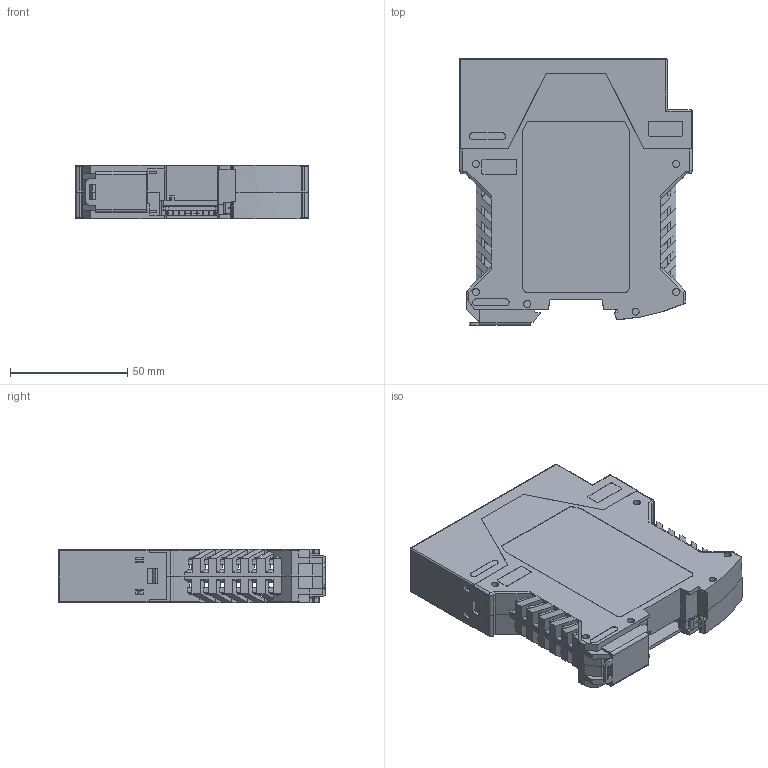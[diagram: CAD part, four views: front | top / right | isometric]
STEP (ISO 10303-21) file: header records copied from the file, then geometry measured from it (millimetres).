
FILE_DESCRIPTION(/* description */ ('SolidDesigner STEP Export'),/* implementation_level */ '2;1');
FILE_NAME(/* name */ 'SR SINGLE SC assenbly.stp',/* time_stamp */ '2018-11-29T16:59:28-05:00',/* author */ ('gmchugh'),/* organization */ (''),/* preprocessor_version */ 'ST-DEVELOPER v16.5',/* originating_system */ 'Autodesk Inventor 2017',/* authorisation */ '');
FILE_SCHEMA (('AUTOMOTIVE_DESIGN { 1 0 10303 214 3 1 1 }'));
Products named in the file (48): SR SINGLE SC assenbly; ME_22.5_OT-1MSTBO_H.Select__00297625; base assembly1; base assembly1.iam_LocalDocs_xDu4vd1h5Ot2kuccd1c1h5zljGg_2200292; base assembly1.iam_LocalDocs_xKrfesttqZ2x0uuorCd2kmlolCh_ME_BUS_FE-CO
NTACT__H.Select__00437355; base assembly1.iam_LocalDocs_xLlpn1m205qnhucs553zmyoe0Ya_ME_Verriegel
ungshaken_H.Select__00446697; base assembly1.iam_LocalDocs_xRbk5vil3TgbaeusbRokib4afFe_ME_22.5_UTR_
TBUS_H.Select__00447055; base assembly1.iam_LocalDocs_x3eu1fsc2V3veuzoiDusvu3eq3c_ME_22.5_UTL_
TBUS_H.Select__00446991; base assembly1.iam_LocalDocs_xAxptfh1tQbehu30qVgpyal4d2b_Fussriegel_1
7.5_L30_H.Select__00315466; 2200482; 2200482_1; 4406130-10 pcb SINGLE SC; BOARD; rj45; 2200486mod; MSTBO_2.5_4-G1PR_H.Select_00613162; SINGLE SC CONNECTOR; BIDI SC 1x9_1_îAÔO; 1x9 bidi ¿¨ã^_1_îAÔO; 1x9 bidi_base_1_îAÔO; 11-22-0132_îAÔO; sc_bidi_tx_asm_îAÔO; E_PON_ASM_28_ASM_îAÔO; E_PON_G_______X___ANY_ASM_8_ASM_îAÔO; BIDI_RECAPTACLE_11_21_30_ASM_îAÔO; BIDI_RECAPTACLE_ASM_10_ASM_3_ASM_îAÔO; SC_RECEPTACLE_BIDI_5_îAÔO; SLEEVE-NEW_BIDI_1_îAÔO; RECEPTACLE_U_BIDI_4_îAÔO; STUB-NEW_BIDI_3_îAÔO; 11-24-27A_AAN070_5_îAÔO; MIM_6-6_HOUSING_11-24-24_îAÔO; CAP_îAÔO; 20160301_13-0004-0628 SC BIDI(ASP LD)¶þ¼þÊ½_î
AÔO; 02C6
\X0\D_îAÔO; T-Housing for OLT BOSA MIM(20120502)_îAÔO; 45d,1577T1490T1310R(1.8x1.8x0.145)_îAÔO; Od,1310T1490R1550R(1.3x1.3x0.3)_îAÔO; ML920LA46S-11_îAÔO; 20130503_BIDI_ÐÂÉÏ¹¤¼þ
_îAÔO ...
Assembly tree (49 placements, depth 8):
  SR SINGLE SC assenbly
    ME_22.5_OT-1MSTBO_H.Select__00297625
    base assembly1
      base assembly1.iam_LocalDocs_xDu4vd1h5Ot2kuccd1c1h5zljGg_2200292
        base assembly1.iam_LocalDocs_xKrfesttqZ2x0uuorCd2kmlolCh_ME_BUS_FE-CO
NTACT__H.Select__00437355
        base assembly1.iam_LocalDocs_xLlpn1m205qnhucs553zmyoe0Ya_ME_Verriegel
ungshaken_H.Select__00446697  x2
        base assembly1.iam_LocalDocs_xRbk5vil3TgbaeusbRokib4afFe_ME_22.5_UTR_
TBUS_H.Select__00447055
        base assembly1.iam_LocalDocs_x3eu1fsc2V3veuzoiDusvu3eq3c_ME_22.5_UTL_
TBUS_H.Select__00446991
        base assembly1.iam_LocalDocs_xAxptfh1tQbehu30qVgpyal4d2b_Fussriegel_1
7.5_L30_H.Select__00315466
    2200482
      2200482_1
    4406130-10 pcb SINGLE SC
      BOARD
      rj45
      2200486mod
        MSTBO_2.5_4-G1PR_H.Select_00613162
      SINGLE SC CONNECTOR
        BIDI SC 1x9_1_îAÔO
        1x9 bidi ¿¨ã^_1_îAÔO
        1x9 bidi_base_1_îAÔO
        11-22-0132_îAÔO
        sc_bidi_tx_asm_îAÔO
          E_PON_ASM_28_ASM_îAÔO
            E_PON_G_______X___ANY_ASM_8_ASM_îAÔO
              CAP_îAÔO
            BIDI_RECAPTACLE_11_21_30_ASM_îAÔO
              BIDI_RECAPTACLE_ASM_10_ASM_3_ASM_îAÔO
                SC_RECEPTACLE_BIDI_5_îAÔO
                SLEEVE-NEW_BIDI_1_îAÔO
                RECEPTACLE_U_BIDI_4_îAÔO
                STUB-NEW_BIDI_3_îAÔO
            11-24-27A_AAN070_5_îAÔO
          MIM_6-6_HOUSING_11-24-24_îAÔO
          CAP_îAÔO
        20160301_13-0004-0628 SC BIDI(ASP LD)¶þ¼þÊ½_î
AÔO
  02C6
\X0\D_îAÔO
            T-Housing for OLT BOSA MIM(20120502)_îAÔO
            45d,1577T1490T1310R(1.8x1.8x0.145)_îAÔO
            Od,1310T1490R1550R(1.3x1.3x0.3)_îAÔO
            ML920LA46S-11_îAÔO
          20130503_BIDI_ÐÂÉÏ¹¤¼þ
_îAÔO
            SC_RECEPTACLE_BIDI_5_1_îAÔO
            SLEEVE-NEW_BIDI_1_1_îAÔO
            RECEPTACLE_U_BIDI_4_1_îAÔO
            STUB-NEW_BIDI_3_1_îAÔO
          4pins PIN-TIA_îAÔO
          ºÚÄz for 13-4-628_îAÔO
        Part1^1x9 SC BIDI
    OVERLAY PRODUCT SR 1SC
Bounding box: 99 x 113.6 x 22.6 mm (x, y, z)
Volume: 71462.6 mm3; surface area: 101370.8 mm2
Topology: 38 solids, 40 shells, 3275 faces, 9151 edges, 5946 vertices
Faces by surface type: plane 2307, cylinder 751, torus 114, cone 67, bspline 21, sphere 15
Full cylindrical faces by diameter (mm): 0.2 x2, 0.45 x9, 0.5 x18, 0.8 x16, 0.813 x18, 0.89 x4, 0.9 x17, 1 x9, 1.1 x3, 1.2 x4, 1.3 x2, 1.4 x8, 1.5 x12, 1.6 x2, 1.8 x2, 1.905 x4, 2 x6, 2.4 x2, 2.5 x4, 2.7 x2, 2.8 x8, 3 x20, 3.25 x2, 3.5 x2, 3.65 x2, 3.75 x1, 3.796 x4, 3.8 x2, 4 x6, 4.2 x1
Entity records: 105331 total; most frequent: CARTESIAN_POINT 19890, ORIENTED_EDGE 17470, DIRECTION 17088, EDGE_CURVE 8735, LINE 6834, VECTOR 6834, VERTEX_POINT 5840, AXIS2_PLACEMENT_3D 5127
